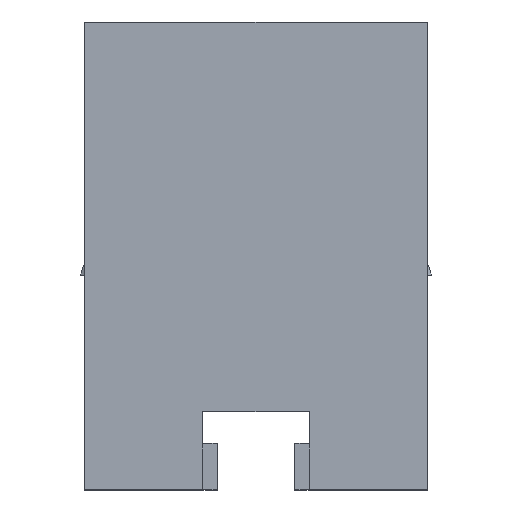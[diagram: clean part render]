
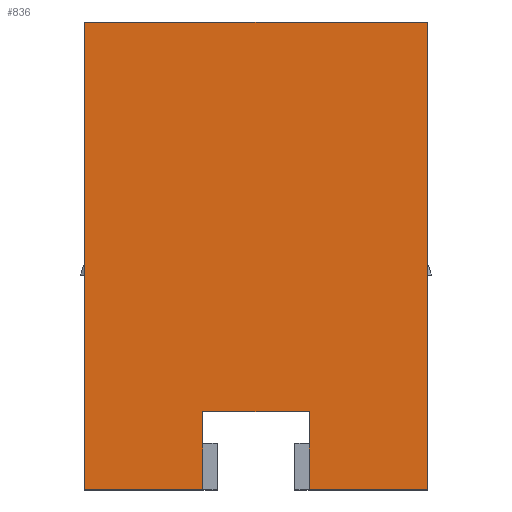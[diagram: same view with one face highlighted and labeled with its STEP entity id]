
A CAD part, top view. The second image highlights one B-rep face of the part: STEP entity #836.
In plain terms, the highlighted planar face has unit normal (0, 0, 1).
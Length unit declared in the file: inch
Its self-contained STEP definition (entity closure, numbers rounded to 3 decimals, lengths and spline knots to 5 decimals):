
#54=FACE_OUTER_BOUND('',#100,.T.);
#100=EDGE_LOOP('',(#594,#595,#596,#597,#598,#599,#600,#601));
#150=LINE('',#1220,#250);
#177=LINE('',#1283,#277);
#178=LINE('',#1285,#278);
#179=LINE('',#1286,#279);
#180=LINE('',#1288,#280);
#181=LINE('',#1290,#281);
#182=LINE('',#1292,#282);
#183=LINE('',#1293,#283);
#250=VECTOR('',#978,0.17913);
#277=VECTOR('',#1023,0.11811);
#278=VECTOR('',#1024,0.16142);
#279=VECTOR('',#1025,0.11811);
#280=VECTOR('',#1026,0.70866);
#281=VECTOR('',#1027,0.51969);
#282=VECTOR('',#1028,0.70866);
#283=VECTOR('',#1029,0.17913);
#349=VERTEX_POINT('',#1217);
#350=VERTEX_POINT('',#1219);
#376=VERTEX_POINT('',#1281);
#377=VERTEX_POINT('',#1282);
#378=VERTEX_POINT('',#1284);
#379=VERTEX_POINT('',#1287);
#380=VERTEX_POINT('',#1289);
#381=VERTEX_POINT('',#1291);
#430=EDGE_CURVE('',#350,#349,#150,.T.);
#461=EDGE_CURVE('',#376,#377,#177,.T.);
#462=EDGE_CURVE('',#377,#378,#178,.T.);
#463=EDGE_CURVE('',#378,#350,#179,.T.);
#464=EDGE_CURVE('',#349,#379,#180,.T.);
#465=EDGE_CURVE('',#379,#380,#181,.T.);
#466=EDGE_CURVE('',#380,#381,#182,.T.);
#467=EDGE_CURVE('',#381,#376,#183,.T.);
#594=ORIENTED_EDGE('',*,*,#461,.T.);
#595=ORIENTED_EDGE('',*,*,#462,.T.);
#596=ORIENTED_EDGE('',*,*,#463,.T.);
#597=ORIENTED_EDGE('',*,*,#430,.T.);
#598=ORIENTED_EDGE('',*,*,#464,.T.);
#599=ORIENTED_EDGE('',*,*,#465,.T.);
#600=ORIENTED_EDGE('',*,*,#466,.T.);
#601=ORIENTED_EDGE('',*,*,#467,.T.);
#798=PLANE('',#906);
#836=ADVANCED_FACE('',(#54),#798,.T.);
#906=AXIS2_PLACEMENT_3D('',#1280,#1021,#1022);
#978=DIRECTION('',(1.,0.,0.));
#1021=DIRECTION('center_axis',(0.,0.,1.));
#1022=DIRECTION('ref_axis',(1.,0.,0.));
#1023=DIRECTION('',(0.,1.,0.));
#1024=DIRECTION('',(1.,0.,0.));
#1025=DIRECTION('',(0.,-1.,0.));
#1026=DIRECTION('',(0.,1.,0.));
#1027=DIRECTION('',(-1.,0.,0.));
#1028=DIRECTION('',(0.,-1.,0.));
#1029=DIRECTION('',(1.,0.,0.));
#1217=CARTESIAN_POINT('',(0.25984,0.,0.22835));
#1219=CARTESIAN_POINT('',(0.08071,0.,0.22835));
#1220=CARTESIAN_POINT('',(0.08071,0.,0.22835));
#1280=CARTESIAN_POINT('Origin',(-0.25984,0.,0.22835));
#1281=CARTESIAN_POINT('',(-0.08071,0.,0.22835));
#1282=CARTESIAN_POINT('',(-0.08071,0.11811,0.22835));
#1283=CARTESIAN_POINT('',(-0.08071,0.,0.22835));
#1284=CARTESIAN_POINT('',(0.08071,0.11811,0.22835));
#1285=CARTESIAN_POINT('',(-0.08071,0.11811,0.22835));
#1286=CARTESIAN_POINT('',(0.08071,0.11811,0.22835));
#1287=CARTESIAN_POINT('',(0.25984,0.70866,0.22835));
#1288=CARTESIAN_POINT('',(0.25984,0.,0.22835));
#1289=CARTESIAN_POINT('',(-0.25984,0.70866,0.22835));
#1290=CARTESIAN_POINT('',(0.25984,0.70866,0.22835));
#1291=CARTESIAN_POINT('',(-0.25984,0.,0.22835));
#1292=CARTESIAN_POINT('',(-0.25984,0.70866,0.22835));
#1293=CARTESIAN_POINT('',(-0.25984,0.,0.22835));
